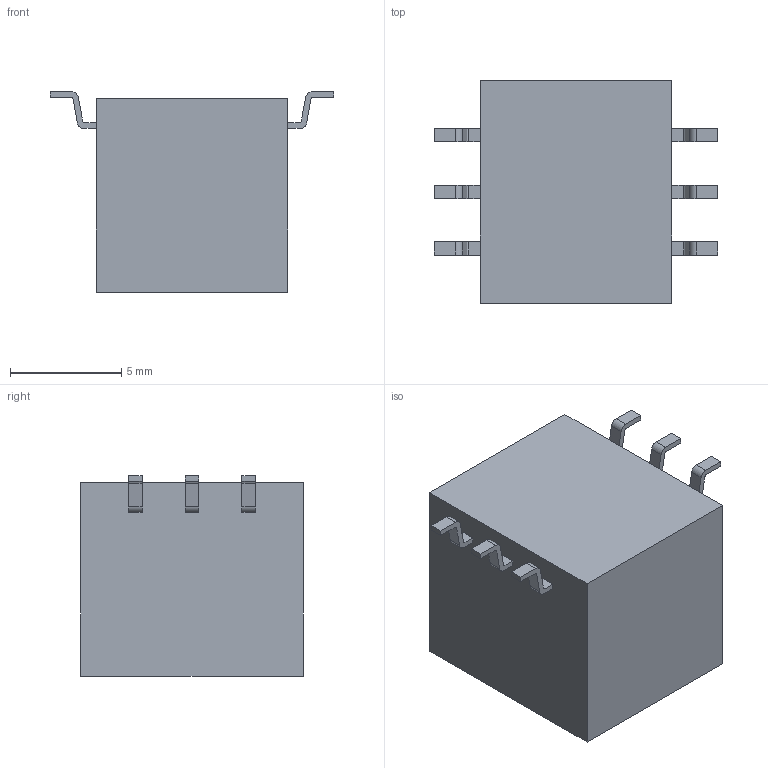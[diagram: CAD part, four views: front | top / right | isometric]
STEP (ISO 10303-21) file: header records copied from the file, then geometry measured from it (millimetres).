
FILE_DESCRIPTION (( 'STEP AP214' ), '1' );
FILE_NAME ('GDAU-003.STEP', '2019-03-08T02:55:05', ( '' ), ( '' ), 'SwSTEP 2.0', 'SolidWorks 2018', '' );
FILE_SCHEMA (( 'AUTOMOTIVE_DESIGN' ));
Length unit declared in the file: millimetre
Products named in the file (1): GDAU-003
Bounding box: 12.7 x 10 x 9 mm (x, y, z)
Volume: 751 mm3; surface area: 527.4 mm2
Topology: 1 solids, 1 shells, 84 faces, 228 edges, 152 vertices
Faces by surface type: plane 60, cylinder 24
Entity records: 3268 total; most frequent: CARTESIAN_POINT 465, ORIENTED_EDGE 456, DIRECTION 446, EDGE_CURVE 228, LINE 180, VECTOR 180, VERTEX_POINT 152, AXIS2_PLACEMENT_3D 133
